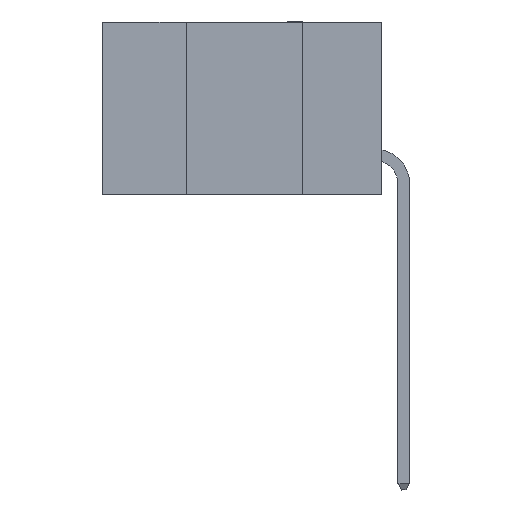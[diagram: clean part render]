
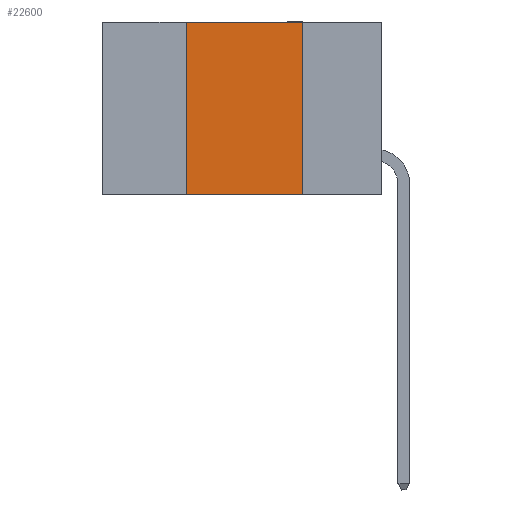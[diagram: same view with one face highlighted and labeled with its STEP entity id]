
A CAD part, left-side view. The second image highlights one B-rep face of the part: STEP entity #22600.
In plain terms, the highlighted planar face has unit normal (-1, 0, 0).
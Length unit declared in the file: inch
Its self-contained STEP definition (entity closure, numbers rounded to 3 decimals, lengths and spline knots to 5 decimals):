
#244 = VERTEX_POINT ( 'NONE', #8970 ) ;
#617 = AXIS2_PLACEMENT_3D ( 'NONE', #6310, #10088, #22930 ) ;
#884 = EDGE_CURVE ( 'NONE', #19930, #21422, #18266, .T. ) ;
#1624 = CARTESIAN_POINT ( 'NONE',  ( 0., 0.6, 0. ) ) ;
#2650 = CARTESIAN_POINT ( 'NONE',  ( 0., 0.6, -0.37 ) ) ;
#3037 = DIRECTION ( 'NONE',  ( 0., 0., -1. ) ) ;
#4476 = DIRECTION ( 'NONE',  ( 0., -1., 0. ) ) ;
#5467 = LINE ( 'NONE', #2650, #9769 ) ;
#6026 = EDGE_CURVE ( 'NONE', #19930, #20160, #5467, .T. ) ;
#6039 = FACE_OUTER_BOUND ( 'NONE', #11131, .T. ) ;
#6310 = CARTESIAN_POINT ( 'NONE',  ( 0., 0.6, 0. ) ) ;
#8219 = PLANE ( 'NONE',  #617 ) ;
#8970 = CARTESIAN_POINT ( 'NONE',  ( 0., 0.17, 0. ) ) ;
#9645 = LINE ( 'NONE', #1624, #13916 ) ;
#9769 = VECTOR ( 'NONE', #4476, 39.37008 ) ;
#10088 = DIRECTION ( 'NONE',  ( 1., 0., 0. ) ) ;
#11131 = EDGE_LOOP ( 'NONE', ( #19946, #19008, #16861, #15192 ) ) ;
#11993 = CARTESIAN_POINT ( 'NONE',  ( 0., 0.17, -0.37 ) ) ;
#12132 = CARTESIAN_POINT ( 'NONE',  ( 0., 0.17, 0. ) ) ;
#13916 = VECTOR ( 'NONE', #14387, 39.37008 ) ;
#14387 = DIRECTION ( 'NONE',  ( 0., -1., 0. ) ) ;
#14538 = CARTESIAN_POINT ( 'NONE',  ( 0., 0.42, 0. ) ) ;
#15192 = ORIENTED_EDGE ( 'NONE', *, *, #6026, .T. ) ;
#15653 = VECTOR ( 'NONE', #22413, 39.37008 ) ;
#16861 = ORIENTED_EDGE ( 'NONE', *, *, #884, .F. ) ;
#17099 = CARTESIAN_POINT ( 'NONE',  ( 0., 0.42, -0.37 ) ) ;
#18266 = LINE ( 'NONE', #14538, #15653 ) ;
#19008 = ORIENTED_EDGE ( 'NONE', *, *, #19747, .F. ) ;
#19747 = EDGE_CURVE ( 'NONE', #21422, #244, #9645, .T. ) ;
#19930 = VERTEX_POINT ( 'NONE', #17099 ) ;
#19946 = ORIENTED_EDGE ( 'NONE', *, *, #23154, .F. ) ;
#20160 = VERTEX_POINT ( 'NONE', #11993 ) ;
#21422 = VERTEX_POINT ( 'NONE', #22906 ) ;
#21856 = LINE ( 'NONE', #12132, #23010 ) ;
#22413 = DIRECTION ( 'NONE',  ( 0., 0., 1. ) ) ;
#22600 = ADVANCED_FACE ( 'NONE', ( #6039 ), #8219, .F. ) ;
#22906 = CARTESIAN_POINT ( 'NONE',  ( 0., 0.42, 0. ) ) ;
#22930 = DIRECTION ( 'NONE',  ( 0., 0., -1. ) ) ;
#23010 = VECTOR ( 'NONE', #3037, 39.37008 ) ;
#23154 = EDGE_CURVE ( 'NONE', #244, #20160, #21856, .T. ) ;
